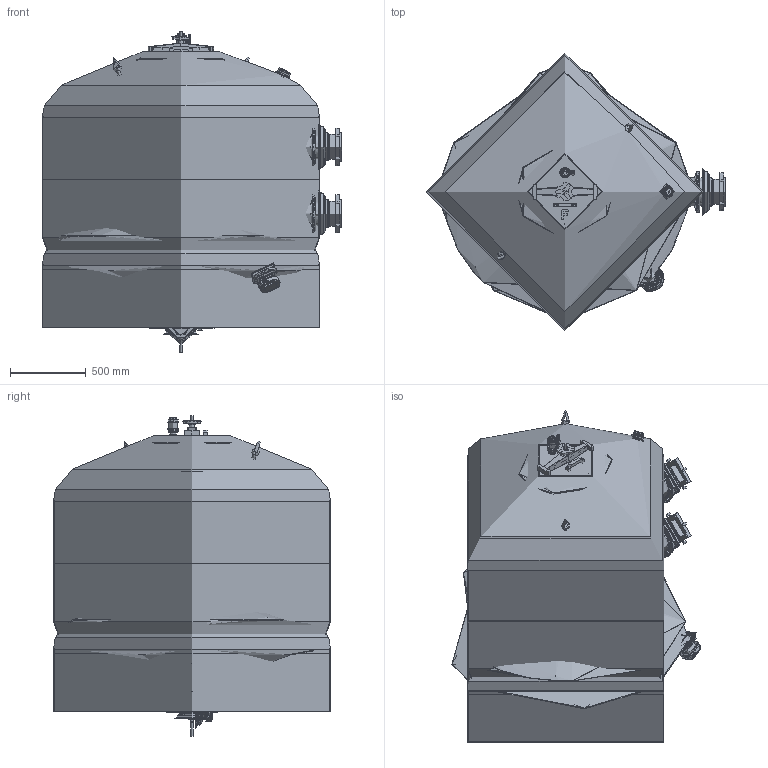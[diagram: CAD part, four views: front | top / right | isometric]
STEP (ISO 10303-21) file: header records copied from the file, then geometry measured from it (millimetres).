
FILE_DESCRIPTION( ( '' ), '1' );
FILE_NAME( '170705 HCFF701402WVA (VFSCN218014H).stp', '2017-07-10T07:29:44', ( 'Fiberpool Internacional' ), ( 'Fiberpool Internacional' ), 'PSStep 14.0', 'SolidEdgeST3', ' ' );
FILE_SCHEMA( ( 'AUTOMOTIVE_DESIGN { 1 0 10303 214 1 1 1 1 }' ) );
Length unit declared in the file: millimetre
Products named in the file (56): Manòmetre filtro industrial 2011 ; Filtre 1800 FB HAYW 170705-oa12; TAPON NETVITC Ø 90 C-B (CON TORNILLERIA INOX 316); Manòmetre  ; Assem1; Base tapa ovalada filtro 2,5 BARS-oa3; Sortida tornillos d-140 1800-2000-oa16; Brida Netvitc System Ø90; Sortida Descarga arena Ø90 2010-oa8; Sortida tornillos d-140 1800-2000-oa14; Desaigua filtre industrial 1pols-oa9; Tapa oval filtro industrial completa 2,5 BARS-oa6; Junta Netvitc System Ø90 EPDM con anillo acero A-4; Válvula de bola 32-1pols; Junta Netvitc System Ø90 EPDM; Anillo Acero A-4 Netvitc System Ø90; ½ Brida Netvitc System Ø90; Screw_DIN_912_M8x40_v8.00; Nut_DIN_934_M8_v8.00; Varilla Roscada M-14x165mm Inox 304; Base tapa ovalada filtro 2,5 BAR Act-oa2; CUERPO BRIDA DE TORNILLOS D-90 Rev140124; cos manòmetre filtre industrial; fons manòmetre; agulla manòmetre; vidre manòmetre; Tapon Netvitc System Ø90; Portabrida Netvitc System Ø90 PVC; Volante filtro-oa4; cos válvula 32-1pols; manguito valvula bola 32-1pols; femella valvula 32-1pols; maneta válvula 32-1pols; Maneta tapa filtro; Puente; Machon doble rosca 1pols; ; ; Embellecedor d-90; PASAMUROS MANÓMETRO R ¾EXT ¼ INT ...
Bounding box: 1975.5 x 1830 x 2115.5 mm (x, y, z)
Volume: 438984806.7 mm3; surface area: 92977712.1 mm2
Topology: 235 solids, 235 shells, 7004 faces, 17012 edges, 10871 vertices
Faces by surface type: plane 3914, cylinder 2025, cone 451, bspline 334, torus 255, offset 10, sphere 9, extrusion 6
Full cylindrical faces by diameter (mm): 4 x48, 6 x45, 6.466 x11, 6.647 x11, 8 x30, 11.75 x3, 11.887 x4, 12 x5, 13 x19, 14 x27, 14.5 x5, 15.5 x4, 16 x4, 16.5 x4, 17 x40, 19.6 x5, 21 x7, 22 x3, 22.5 x4, 23 x8, 23.5 x8, 24 x9, 24.376 x4, 25 x15, 26 x24, 26.3 x4, 27 x4, 29.605 x8, 32 x23, 33 x7
Entity records: 80952 total; most frequent: CARTESIAN_POINT 44669, DIRECTION 5571, ORIENTED_EDGE 5026, EDGE_CURVE 2513, AXIS2_PLACEMENT_3D 2152, VERTEX_POINT 1731, EDGE_LOOP 1620, FACE_OUTER_BOUND 1376
